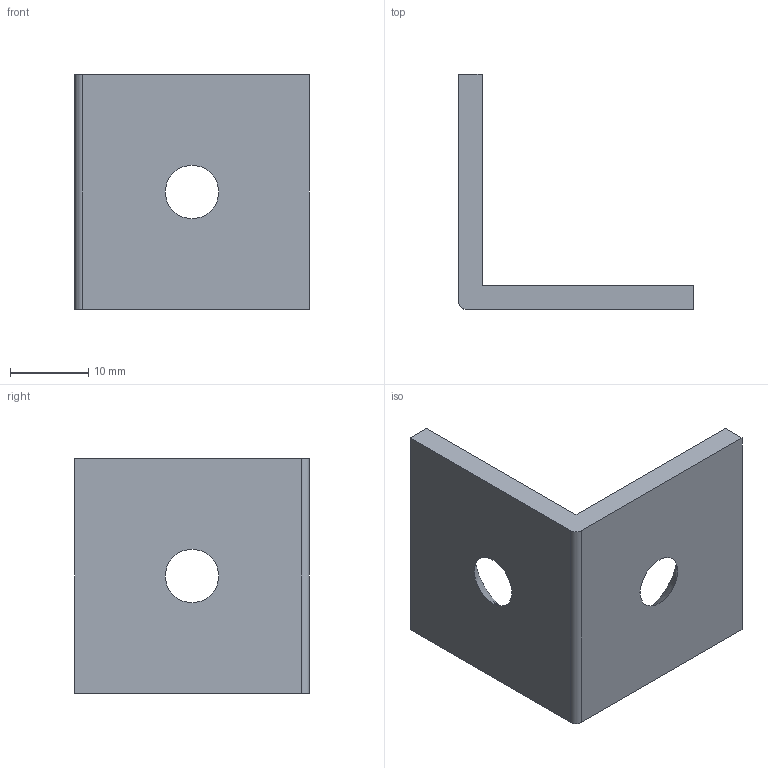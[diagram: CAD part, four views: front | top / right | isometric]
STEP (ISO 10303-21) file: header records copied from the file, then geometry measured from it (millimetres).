
FILE_DESCRIPTION (( 'STEP AP214' ), '1' );
FILE_NAME ('7266510', '2019-02-04T10:22:17', ( '' ), ('JUGARD+KÜNSTNER GmbH'), 'SwSTEP 2.0', 'SolidWorks 2017', '' );
FILE_SCHEMA (( 'AUTOMOTIVE_DESIGN' ));
Length unit declared in the file: millimetre
Products named in the file (1): 7266510_CNAJF00
Bounding box: 30 x 30 x 30 mm (x, y, z)
Volume: 4656.8 mm3; surface area: 3859.9 mm2
Topology: 1 solids, 1 shells, 13 faces, 33 edges, 22 vertices
Faces by surface type: plane 8, cone 4, cylinder 1
Entity records: 439 total; most frequent: DIRECTION 71, CARTESIAN_POINT 69, ORIENTED_EDGE 66, EDGE_CURVE 33, AXIS2_PLACEMENT_3D 24, VECTOR 23, LINE 23, VERTEX_POINT 22
